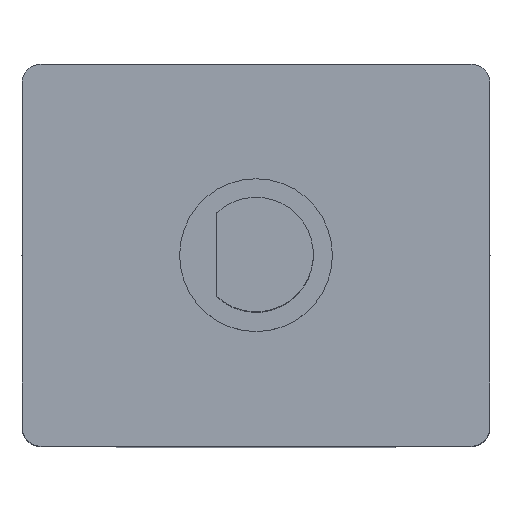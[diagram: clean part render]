
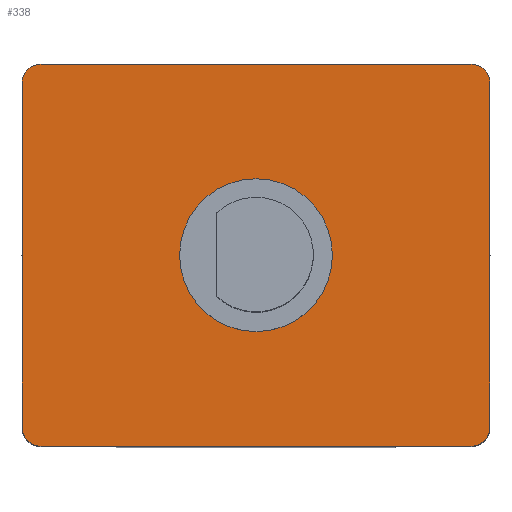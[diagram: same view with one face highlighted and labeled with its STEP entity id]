
A CAD part, top view. The second image highlights one B-rep face of the part: STEP entity #338.
In plain terms, the highlighted planar face has unit normal (0, 0, 1).
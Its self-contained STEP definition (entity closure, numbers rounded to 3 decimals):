
#10 = DIRECTION ( 'NONE',  ( 1., 0., 0. ) ) ;
#19 = ORIENTED_EDGE ( 'NONE', *, *, #502, .T. ) ;
#25 = CIRCLE ( 'NONE', #433, 0.5 ) ;
#29 = FACE_OUTER_BOUND ( 'NONE', #243, .T. ) ;
#36 = CIRCLE ( 'NONE', #264, 0.5 ) ;
#42 = EDGE_CURVE ( 'NONE', #431, #99, #202, .T. ) ;
#43 = PLANE ( 'NONE',  #625 ) ;
#48 = CARTESIAN_POINT ( 'NONE',  ( 5.625, 4.5, 24.25 ) ) ;
#51 = CARTESIAN_POINT ( 'NONE',  ( 0., 5., 24.25 ) ) ;
#58 = DIRECTION ( 'NONE',  ( 1., 0., 0. ) ) ;
#61 = DIRECTION ( 'NONE',  ( 1., 0., 0. ) ) ;
#69 = EDGE_CURVE ( 'NONE', #168, #658, #36, .T. ) ;
#74 = CIRCLE ( 'NONE', #665, 0.5 ) ;
#75 = CARTESIAN_POINT ( 'NONE',  ( 0., -5., 24.25 ) ) ;
#92 = DIRECTION ( 'NONE',  ( 0., 0., 1. ) ) ;
#95 = CIRCLE ( 'NONE', #559, 0.5 ) ;
#99 = VERTEX_POINT ( 'NONE', #235 ) ;
#101 = CARTESIAN_POINT ( 'NONE',  ( 6.125, 0., 24.25 ) ) ;
#136 = VERTEX_POINT ( 'NONE', #610 ) ;
#154 = ORIENTED_EDGE ( 'NONE', *, *, #389, .T. ) ;
#158 = VERTEX_POINT ( 'NONE', #161 ) ;
#161 = CARTESIAN_POINT ( 'NONE',  ( 6.125, -4.5, 24.25 ) ) ;
#168 = VERTEX_POINT ( 'NONE', #597 ) ;
#175 = EDGE_CURVE ( 'NONE', #99, #431, #453, .T. ) ;
#186 = VERTEX_POINT ( 'NONE', #249 ) ;
#202 = CIRCLE ( 'NONE', #301, 2. ) ;
#220 = CARTESIAN_POINT ( 'NONE',  ( -5.625, -4.5, 24.25 ) ) ;
#224 = DIRECTION ( 'NONE',  ( 0., 0., 1. ) ) ;
#231 = DIRECTION ( 'NONE',  ( 1., 0., 0. ) ) ;
#235 = CARTESIAN_POINT ( 'NONE',  ( -2., 0., 24.25 ) ) ;
#243 = EDGE_LOOP ( 'NONE', ( #312, #645, #426, #525, #19, #540, #302, #154 ) ) ;
#247 = EDGE_CURVE ( 'NONE', #418, #379, #350, .T. ) ;
#249 = CARTESIAN_POINT ( 'NONE',  ( -6.125, 4.5, 24.25 ) ) ;
#264 = AXIS2_PLACEMENT_3D ( 'NONE', #48, #560, #490 ) ;
#291 = VECTOR ( 'NONE', #651, 1000. ) ;
#301 = AXIS2_PLACEMENT_3D ( 'NONE', #553, #224, #58 ) ;
#302 = ORIENTED_EDGE ( 'NONE', *, *, #534, .F. ) ;
#305 = CARTESIAN_POINT ( 'NONE',  ( 5.625, 5., 24.25 ) ) ;
#312 = ORIENTED_EDGE ( 'NONE', *, *, #679, .F. ) ;
#314 = CARTESIAN_POINT ( 'NONE',  ( 0., 0., 24.25 ) ) ;
#318 = DIRECTION ( 'NONE',  ( 0., 0., 1. ) ) ;
#333 = AXIS2_PLACEMENT_3D ( 'NONE', #569, #574, #10 ) ;
#336 = ORIENTED_EDGE ( 'NONE', *, *, #175, .F. ) ;
#338 = ADVANCED_FACE ( 'NONE', ( #29, #632 ), #43, .T. ) ;
#350 = LINE ( 'NONE', #75, #694 ) ;
#363 = DIRECTION ( 'NONE',  ( 0., 1., 0. ) ) ;
#379 = VERTEX_POINT ( 'NONE', #483 ) ;
#389 = EDGE_CURVE ( 'NONE', #435, #186, #95, .T. ) ;
#390 = DIRECTION ( 'NONE',  ( 0., 0., 1. ) ) ;
#397 = LINE ( 'NONE', #51, #524 ) ;
#405 = LINE ( 'NONE', #616, #424 ) ;
#417 = CARTESIAN_POINT ( 'NONE',  ( -5.625, -5., 24.25 ) ) ;
#418 = VERTEX_POINT ( 'NONE', #417 ) ;
#424 = VECTOR ( 'NONE', #363, 1000. ) ;
#426 = ORIENTED_EDGE ( 'NONE', *, *, #247, .T. ) ;
#430 = CARTESIAN_POINT ( 'NONE',  ( -5.625, 5., 24.25 ) ) ;
#431 = VERTEX_POINT ( 'NONE', #583 ) ;
#433 = AXIS2_PLACEMENT_3D ( 'NONE', #220, #390, #61 ) ;
#435 = VERTEX_POINT ( 'NONE', #430 ) ;
#440 = CARTESIAN_POINT ( 'NONE',  ( 5.625, -4.5, 24.25 ) ) ;
#453 = CIRCLE ( 'NONE', #333, 2. ) ;
#470 = ORIENTED_EDGE ( 'NONE', *, *, #42, .F. ) ;
#483 = CARTESIAN_POINT ( 'NONE',  ( 5.625, -5., 24.25 ) ) ;
#490 = DIRECTION ( 'NONE',  ( 1., 0., 0. ) ) ;
#491 = DIRECTION ( 'NONE',  ( 1., 0., 0. ) ) ;
#502 = EDGE_CURVE ( 'NONE', #158, #168, #552, .T. ) ;
#511 = EDGE_CURVE ( 'NONE', #136, #418, #25, .T. ) ;
#515 = DIRECTION ( 'NONE',  ( 1., 0., 0. ) ) ;
#524 = VECTOR ( 'NONE', #491, 1000. ) ;
#525 = ORIENTED_EDGE ( 'NONE', *, *, #643, .T. ) ;
#532 = DIRECTION ( 'NONE',  ( 1., 0., 0. ) ) ;
#534 = EDGE_CURVE ( 'NONE', #435, #658, #397, .T. ) ;
#540 = ORIENTED_EDGE ( 'NONE', *, *, #69, .T. ) ;
#552 = LINE ( 'NONE', #101, #291 ) ;
#553 = CARTESIAN_POINT ( 'NONE',  ( 0., 0., 24.25 ) ) ;
#559 = AXIS2_PLACEMENT_3D ( 'NONE', #691, #92, #703 ) ;
#560 = DIRECTION ( 'NONE',  ( 0., 0., 1. ) ) ;
#569 = CARTESIAN_POINT ( 'NONE',  ( 0., 0., 24.25 ) ) ;
#574 = DIRECTION ( 'NONE',  ( 0., 0., 1. ) ) ;
#583 = CARTESIAN_POINT ( 'NONE',  ( 2., 0., 24.25 ) ) ;
#597 = CARTESIAN_POINT ( 'NONE',  ( 6.125, 4.5, 24.25 ) ) ;
#610 = CARTESIAN_POINT ( 'NONE',  ( -6.125, -4.5, 24.25 ) ) ;
#616 = CARTESIAN_POINT ( 'NONE',  ( -6.125, 0., 24.25 ) ) ;
#625 = AXIS2_PLACEMENT_3D ( 'NONE', #314, #318, #532 ) ;
#632 = FACE_BOUND ( 'NONE', #714, .T. ) ;
#643 = EDGE_CURVE ( 'NONE', #379, #158, #74, .T. ) ;
#645 = ORIENTED_EDGE ( 'NONE', *, *, #511, .T. ) ;
#651 = DIRECTION ( 'NONE',  ( 0., 1., 0. ) ) ;
#658 = VERTEX_POINT ( 'NONE', #305 ) ;
#660 = DIRECTION ( 'NONE',  ( 0., 0., 1. ) ) ;
#665 = AXIS2_PLACEMENT_3D ( 'NONE', #440, #660, #231 ) ;
#679 = EDGE_CURVE ( 'NONE', #136, #186, #405, .T. ) ;
#691 = CARTESIAN_POINT ( 'NONE',  ( -5.625, 4.5, 24.25 ) ) ;
#694 = VECTOR ( 'NONE', #515, 1000. ) ;
#703 = DIRECTION ( 'NONE',  ( 1., 0., 0. ) ) ;
#714 = EDGE_LOOP ( 'NONE', ( #336, #470 ) ) ;
